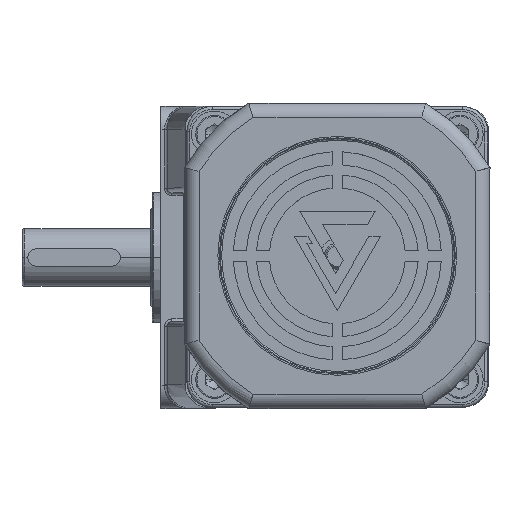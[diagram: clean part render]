
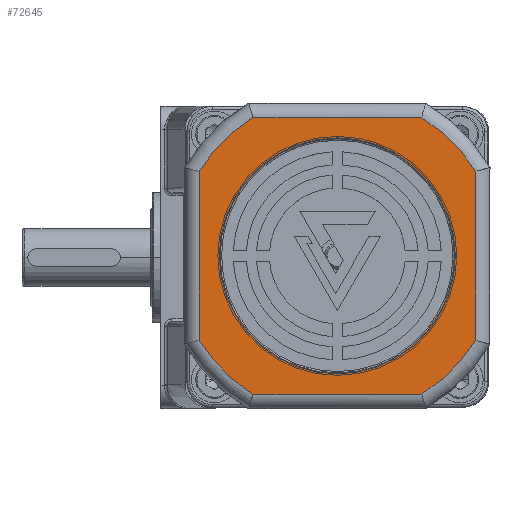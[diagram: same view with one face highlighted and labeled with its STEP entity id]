
A CAD part, top view. The second image highlights one B-rep face of the part: STEP entity #72645.
In plain terms, the highlighted face is planar.
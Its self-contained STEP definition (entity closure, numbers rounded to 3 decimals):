
#70828=CARTESIAN_POINT('',(0.,-47.,0.));
#70829=DIRECTION('',(0.,-1.,0.));
#70830=DIRECTION('',(0.854,0.,0.521));
#70831=AXIS2_PLACEMENT_3D('',#70828,#70829,#70830);
#70833=CARTESIAN_POINT('',(0.,-47.,0.));
#70834=DIRECTION('',(0.,-1.,0.));
#70835=DIRECTION('',(0.521,0.,-0.854));
#70836=AXIS2_PLACEMENT_3D('',#70833,#70834,#70835);
#70838=CARTESIAN_POINT('',(0.,-47.,0.));
#70839=DIRECTION('',(0.,-1.,0.));
#70840=DIRECTION('',(-0.854,0.,-0.521));
#70841=AXIS2_PLACEMENT_3D('',#70838,#70839,#70840);
#70843=CARTESIAN_POINT('',(0.,-47.,0.));
#70844=DIRECTION('',(0.,-1.,0.));
#70845=DIRECTION('',(-0.521,0.,0.854));
#70846=AXIS2_PLACEMENT_3D('',#70843,#70844,#70845);
#70848=CARTESIAN_POINT('',(0.,-47.,0.));
#70849=DIRECTION('',(0.,1.,0.));
#70850=DIRECTION('',(0.,0.,1.));
#70851=AXIS2_PLACEMENT_3D('',#70848,#70849,#70850);
#70853=CARTESIAN_POINT('',(0.,-47.,0.));
#70854=DIRECTION('',(0.,1.,0.));
#70855=DIRECTION('',(0.,0.,-1.));
#70856=AXIS2_PLACEMENT_3D('',#70853,#70854,#70855);
#70867=CARTESIAN_POINT('',(29.175,-47.,47.8));
#70874=DIRECTION('',(0.,0.,-1.));
#70875=VECTOR('',#70874,58.349);
#70876=CARTESIAN_POINT('',(47.8,-47.,29.175));
#70877=LINE('',#70876,#70875);
#70887=CARTESIAN_POINT('',(47.8,-47.,29.175));
#70920=DIRECTION('',(-1.,0.,0.));
#70921=VECTOR('',#70920,58.349);
#70922=CARTESIAN_POINT('',(29.175,-47.,-47.8));
#70923=LINE('',#70922,#70921);
#70933=CARTESIAN_POINT('',(29.175,-47.,-47.8));
#71178=DIRECTION('',(0.,0.,1.));
#71179=VECTOR('',#71178,58.349);
#71180=CARTESIAN_POINT('',(-47.8,-47.,-29.175));
#71181=LINE('',#71180,#71179);
#71198=DIRECTION('',(1.,0.,0.));
#71199=VECTOR('',#71198,58.349);
#71200=CARTESIAN_POINT('',(-29.175,-47.,47.8));
#71201=LINE('',#71200,#71199);
#71571=CARTESIAN_POINT('',(-47.8,-47.,-29.175));
#71572=CARTESIAN_POINT('',(-29.175,-47.,-47.8));
#71573=VERTEX_POINT('',#71571);
#71574=VERTEX_POINT('',#71572);
#71658=VERTEX_POINT('',#70887);
#71731=CARTESIAN_POINT('',(0.,-47.,-40.5));
#71732=VERTEX_POINT('',#71731);
#71736=VERTEX_POINT('',#70933);
#71834=CARTESIAN_POINT('',(0.,-47.,40.5));
#71835=VERTEX_POINT('',#71834);
#71846=CARTESIAN_POINT('',(-29.175,-47.,47.8));
#71847=CARTESIAN_POINT('',(-47.8,-47.,29.175));
#71848=VERTEX_POINT('',#71846);
#71849=VERTEX_POINT('',#71847);
#71856=CARTESIAN_POINT('',(47.8,-47.,-29.175));
#71857=VERTEX_POINT('',#71856);
#71909=VERTEX_POINT('',#70867);
#72618=CARTESIAN_POINT('',(0.,-47.,0.));
#72619=DIRECTION('',(0.,1.,0.));
#72620=DIRECTION('',(0.,0.,1.));
#72621=AXIS2_PLACEMENT_3D('',#72618,#72619,#72620);
#72622=PLANE('',#72621);
#72624=ORIENTED_EDGE('',*,*,#72623,.F.);
#72626=ORIENTED_EDGE('',*,*,#72625,.T.);
#72628=ORIENTED_EDGE('',*,*,#72627,.F.);
#72630=ORIENTED_EDGE('',*,*,#72629,.T.);
#72632=ORIENTED_EDGE('',*,*,#72631,.F.);
#72634=ORIENTED_EDGE('',*,*,#72633,.T.);
#72636=ORIENTED_EDGE('',*,*,#72635,.F.);
#72638=ORIENTED_EDGE('',*,*,#72637,.T.);
#72639=EDGE_LOOP('',(#72624,#72626,#72628,#72630,#72632,#72634,#72636,#72638));
#72640=FACE_OUTER_BOUND('',#72639,.F.);
#72641=ORIENTED_EDGE('',*,*,#72612,.F.);
#72642=ORIENTED_EDGE('',*,*,#72597,.F.);
#72643=EDGE_LOOP('',(#72641,#72642));
#72644=FACE_BOUND('',#72643,.F.);
#70832=CIRCLE('',#70831,56.);
#70837=CIRCLE('',#70836,56.);
#70842=CIRCLE('',#70841,56.);
#70847=CIRCLE('',#70846,56.);
#70852=CIRCLE('',#70851,40.5);
#70857=CIRCLE('',#70856,40.5);
#72597=EDGE_CURVE('',#71732,#71835,#70857,.T.);
#72612=EDGE_CURVE('',#71835,#71732,#70852,.T.);
#72623=EDGE_CURVE('',#71658,#71909,#70832,.T.);
#72625=EDGE_CURVE('',#71658,#71857,#70877,.T.);
#72627=EDGE_CURVE('',#71736,#71857,#70837,.T.);
#72629=EDGE_CURVE('',#71736,#71574,#70923,.T.);
#72631=EDGE_CURVE('',#71573,#71574,#70842,.T.);
#72633=EDGE_CURVE('',#71573,#71849,#71181,.T.);
#72635=EDGE_CURVE('',#71848,#71849,#70847,.T.);
#72637=EDGE_CURVE('',#71848,#71909,#71201,.T.);
#72645=ADVANCED_FACE('',(#72640,#72644),#72622,.F.);
